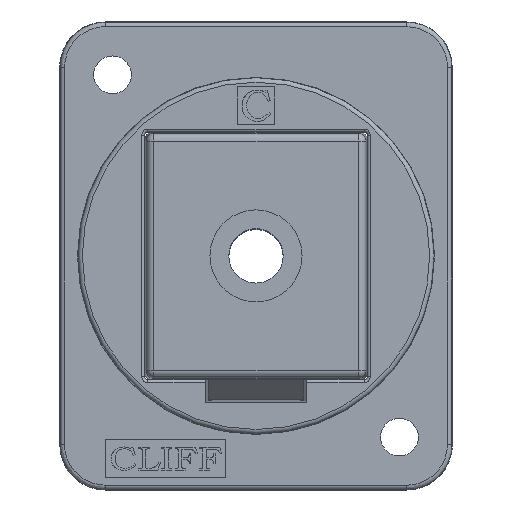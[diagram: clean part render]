
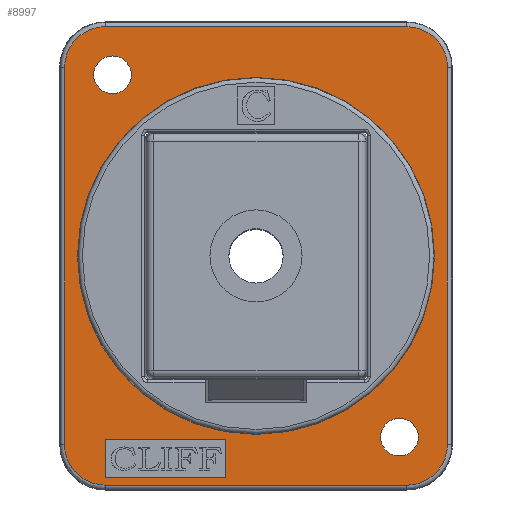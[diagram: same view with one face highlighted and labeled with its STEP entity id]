
A CAD part, top view. The second image highlights one B-rep face of the part: STEP entity #8997.
In plain terms, the highlighted planar face has unit normal (0, 0, 1).
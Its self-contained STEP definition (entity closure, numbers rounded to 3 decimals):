
#244=ELLIPSE('',#9570,2.7,2.7);
#245=ELLIPSE('',#9571,2.7,2.7);
#246=ELLIPSE('',#9572,2.7,2.7);
#247=ELLIPSE('',#9573,2.7,2.7);
#344=FACE_BOUND('',#1258,.T.);
#345=FACE_BOUND('',#1259,.T.);
#346=FACE_BOUND('',#1260,.T.);
#347=FACE_BOUND('',#1261,.T.);
#776=FACE_OUTER_BOUND('',#1257,.T.);
#1257=EDGE_LOOP('',(#7659,#7660,#7661,#7662,#7663,#7664,#7665,#7666));
#1258=EDGE_LOOP('',(#7667));
#1259=EDGE_LOOP('',(#7668));
#1260=EDGE_LOOP('',(#7669,#7670,#7671,#7672));
#1261=EDGE_LOOP('',(#7673));
#1332=CIRCLE('',#9308,1.25);
#1334=CIRCLE('',#9311,1.25);
#1357=CIRCLE('',#9364,11.823);
#2302=LINE('',#15234,#3248);
#2306=LINE('',#15242,#3252);
#2309=LINE('',#15248,#3255);
#2312=LINE('',#15253,#3258);
#2341=LINE('',#15348,#3287);
#2342=LINE('',#15352,#3288);
#2343=LINE('',#15356,#3289);
#2344=LINE('',#15359,#3290);
#3248=VECTOR('',#11486,2.5);
#3252=VECTOR('',#11492,8.);
#3255=VECTOR('',#11497,2.5);
#3258=VECTOR('',#11502,8.);
#3287=VECTOR('',#11587,24.965);
#3288=VECTOR('',#11590,19.965);
#3289=VECTOR('',#11593,24.965);
#3290=VECTOR('',#11596,19.965);
#3663=VERTEX_POINT('',#12808);
#3665=VERTEX_POINT('',#12814);
#3748=VERTEX_POINT('',#13178);
#4054=VERTEX_POINT('',#15232);
#4055=VERTEX_POINT('',#15233);
#4058=VERTEX_POINT('',#15241);
#4060=VERTEX_POINT('',#15247);
#4084=VERTEX_POINT('',#15344);
#4085=VERTEX_POINT('',#15345);
#4086=VERTEX_POINT('',#15347);
#4087=VERTEX_POINT('',#15349);
#4088=VERTEX_POINT('',#15351);
#4089=VERTEX_POINT('',#15353);
#4090=VERTEX_POINT('',#15355);
#4091=VERTEX_POINT('',#15357);
#4652=EDGE_CURVE('',#3663,#3663,#1332,.T.);
#4655=EDGE_CURVE('',#3665,#3665,#1334,.T.);
#4756=EDGE_CURVE('',#3748,#3748,#1357,.T.);
#5245=EDGE_CURVE('',#4054,#4055,#2302,.T.);
#5249=EDGE_CURVE('',#4058,#4054,#2306,.T.);
#5252=EDGE_CURVE('',#4060,#4058,#2309,.T.);
#5255=EDGE_CURVE('',#4055,#4060,#2312,.T.);
#5297=EDGE_CURVE('',#4084,#4085,#244,.T.);
#5298=EDGE_CURVE('',#4086,#4084,#2341,.T.);
#5299=EDGE_CURVE('',#4087,#4086,#245,.T.);
#5300=EDGE_CURVE('',#4088,#4087,#2342,.T.);
#5301=EDGE_CURVE('',#4089,#4088,#246,.T.);
#5302=EDGE_CURVE('',#4090,#4089,#2343,.T.);
#5303=EDGE_CURVE('',#4091,#4090,#247,.T.);
#5304=EDGE_CURVE('',#4085,#4091,#2344,.T.);
#7659=ORIENTED_EDGE('',*,*,#5297,.F.);
#7660=ORIENTED_EDGE('',*,*,#5298,.F.);
#7661=ORIENTED_EDGE('',*,*,#5299,.F.);
#7662=ORIENTED_EDGE('',*,*,#5300,.F.);
#7663=ORIENTED_EDGE('',*,*,#5301,.F.);
#7664=ORIENTED_EDGE('',*,*,#5302,.F.);
#7665=ORIENTED_EDGE('',*,*,#5303,.F.);
#7666=ORIENTED_EDGE('',*,*,#5304,.F.);
#7667=ORIENTED_EDGE('',*,*,#4652,.T.);
#7668=ORIENTED_EDGE('',*,*,#4655,.T.);
#7669=ORIENTED_EDGE('',*,*,#5245,.T.);
#7670=ORIENTED_EDGE('',*,*,#5255,.T.);
#7671=ORIENTED_EDGE('',*,*,#5252,.T.);
#7672=ORIENTED_EDGE('',*,*,#5249,.T.);
#7673=ORIENTED_EDGE('',*,*,#4756,.T.);
#8101=PLANE('',#9569);
#8997=ADVANCED_FACE('',(#776,#344,#345,#346,#347),#8101,.T.);
#9308=AXIS2_PLACEMENT_3D('',#12809,#10625,#10626);
#9311=AXIS2_PLACEMENT_3D('',#12815,#10632,#10633);
#9364=AXIS2_PLACEMENT_3D('',#13179,#10795,#10796);
#9569=AXIS2_PLACEMENT_3D('',#15343,#11583,#11584);
#9570=AXIS2_PLACEMENT_3D('',#15346,#11585,#11586);
#9571=AXIS2_PLACEMENT_3D('',#15350,#11588,#11589);
#9572=AXIS2_PLACEMENT_3D('',#15354,#11591,#11592);
#9573=AXIS2_PLACEMENT_3D('',#15358,#11594,#11595);
#10625=DIRECTION('center_axis',(0.,0.,
-1.));
#10626=DIRECTION('ref_axis',(-1.,0.,0.));
#10632=DIRECTION('center_axis',(0.,0.,
-1.));
#10633=DIRECTION('ref_axis',(-1.,0.,0.));
#10795=DIRECTION('center_axis',(0.,0.,
-1.));
#10796=DIRECTION('ref_axis',(-1.,0.,0.));
#11486=DIRECTION('',(0.,1.,0.));
#11492=DIRECTION('',(-1.,0.,0.));
#11497=DIRECTION('',(0.,-1.,0.));
#11502=DIRECTION('',(1.,0.,0.));
#11583=DIRECTION('center_axis',(0.,0.,
1.));
#11584=DIRECTION('ref_axis',(1.,0.,0.));
#11585=DIRECTION('center_axis',(0.,0.,
-1.));
#11586=DIRECTION('ref_axis',(-0.707,0.707,0.));
#11587=DIRECTION('',(0.,1.,0.));
#11588=DIRECTION('center_axis',(0.,0.,
-1.));
#11589=DIRECTION('ref_axis',(-0.707,-0.707,0.));
#11590=DIRECTION('',(-1.,0.,0.));
#11591=DIRECTION('center_axis',(0.,0.,
-1.));
#11592=DIRECTION('ref_axis',(0.707,-0.707,0.));
#11593=DIRECTION('',(0.,-1.,0.));
#11594=DIRECTION('center_axis',(0.,0.,
-1.));
#11595=DIRECTION('ref_axis',(0.707,0.707,0.));
#11596=DIRECTION('',(1.,0.,0.));
#12808=CARTESIAN_POINT('',(-8.25,12.,-2.8));
#12809=CARTESIAN_POINT('Origin',(-9.5,12.,-2.8));
#12814=CARTESIAN_POINT('',(10.75,-12.,-2.8));
#12815=CARTESIAN_POINT('Origin',(9.5,-12.,-2.8));
#13178=CARTESIAN_POINT('',(11.823,0.,-2.8));
#13179=CARTESIAN_POINT('Origin',(0.,0.,
-2.8));
#15232=CARTESIAN_POINT('',(-10.,-14.683,-2.8));
#15233=CARTESIAN_POINT('',(-10.,-12.183,-2.8));
#15234=CARTESIAN_POINT('',(-10.,-7.341,-2.8));
#15241=CARTESIAN_POINT('',(-2.,-14.683,-2.8));
#15242=CARTESIAN_POINT('',(-1.,-14.683,-2.8));
#15247=CARTESIAN_POINT('',(-2.,-12.183,-2.8));
#15248=CARTESIAN_POINT('',(-2.,-6.091,-2.8));
#15253=CARTESIAN_POINT('',(-5.,-12.183,-2.8));
#15343=CARTESIAN_POINT('Origin',(0.,0.,
-2.8));
#15344=CARTESIAN_POINT('',(-12.683,12.483,-2.8));
#15345=CARTESIAN_POINT('',(-9.983,15.183,-2.8));
#15346=CARTESIAN_POINT('Origin',(-9.982,12.482,-2.8));
#15347=CARTESIAN_POINT('',(-12.683,-12.483,-2.8));
#15348=CARTESIAN_POINT('',(-12.683,-7.75,-2.8));
#15349=CARTESIAN_POINT('',(-9.983,-15.183,-2.8));
#15350=CARTESIAN_POINT('Origin',(-9.982,-12.482,-2.8));
#15351=CARTESIAN_POINT('',(9.983,-15.183,-2.8));
#15352=CARTESIAN_POINT('',(6.5,-15.183,-2.8));
#15353=CARTESIAN_POINT('',(12.683,-12.483,-2.8));
#15354=CARTESIAN_POINT('Origin',(9.982,-12.482,-2.8));
#15355=CARTESIAN_POINT('',(12.683,12.483,-2.8));
#15356=CARTESIAN_POINT('',(12.683,7.75,-2.8));
#15357=CARTESIAN_POINT('',(9.983,15.183,-2.8));
#15358=CARTESIAN_POINT('Origin',(9.982,12.482,-2.8));
#15359=CARTESIAN_POINT('',(-6.5,15.183,-2.8));
